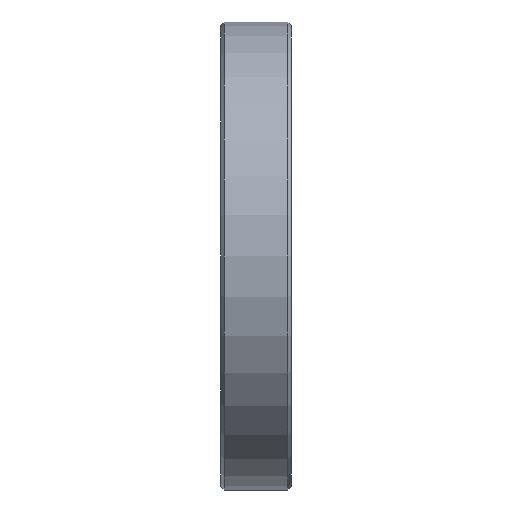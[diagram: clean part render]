
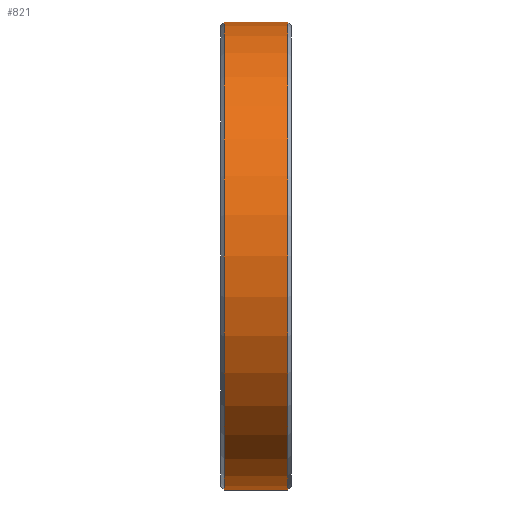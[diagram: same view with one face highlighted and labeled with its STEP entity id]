
A CAD part, left-side view. The second image highlights one B-rep face of the part: STEP entity #821.
In plain terms, the highlighted cylindrical face has radius 15 mm (diameter 30 mm), a partial arc.
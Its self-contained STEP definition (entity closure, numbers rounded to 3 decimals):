
#29 = ORIENTED_EDGE ( 'NONE', *, *, #742, .T. ) ;
#42 = EDGE_CURVE ( 'NONE', #2024, #703, #1012, .T. ) ;
#148 = VERTEX_POINT ( 'NONE', #2032 ) ;
#149 = CYLINDRICAL_SURFACE ( 'NONE', #565, 15. ) ;
#168 = VECTOR ( 'NONE', #1172, 1000. ) ;
#178 = ORIENTED_EDGE ( 'NONE', *, *, #42, .T. ) ;
#250 = DIRECTION ( 'NONE',  ( 0., -1., 0. ) ) ;
#355 = ORIENTED_EDGE ( 'NONE', *, *, #1475, .T. ) ;
#366 = DIRECTION ( 'NONE',  ( 0., -1., 0. ) ) ;
#369 = EDGE_LOOP ( 'NONE', ( #745, #29, #178, #355 ) ) ;
#444 = VECTOR ( 'NONE', #366, 1000. ) ;
#462 = DIRECTION ( 'NONE',  ( 0., 0., -1. ) ) ;
#549 = DIRECTION ( 'NONE',  ( 0., 0., 1. ) ) ;
#565 = AXIS2_PLACEMENT_3D ( 'NONE', #1557, #909, #462 ) ;
#703 = VERTEX_POINT ( 'NONE', #1015 ) ;
#732 = AXIS2_PLACEMENT_3D ( 'NONE', #1615, #819, #1788 ) ;
#742 = EDGE_CURVE ( 'NONE', #1724, #2024, #1030, .T. ) ;
#745 = ORIENTED_EDGE ( 'NONE', *, *, #1046, .F. ) ;
#770 = CARTESIAN_POINT ( 'NONE',  ( 0., 1.9, 15. ) ) ;
#819 = DIRECTION ( 'NONE',  ( 0., 1., 0. ) ) ;
#821 = ADVANCED_FACE ( 'NONE', ( #1376 ), #149, .T. ) ;
#909 = DIRECTION ( 'NONE',  ( 0., -1., 0. ) ) ;
#1012 = LINE ( 'NONE', #1780, #168 ) ;
#1015 = CARTESIAN_POINT ( 'NONE',  ( 0., -2.2, -15. ) ) ;
#1030 = CIRCLE ( 'NONE', #1957, 15. ) ;
#1046 = EDGE_CURVE ( 'NONE', #1724, #148, #1937, .T. ) ;
#1172 = DIRECTION ( 'NONE',  ( 0., -1., 0. ) ) ;
#1207 = CARTESIAN_POINT ( 'NONE',  ( 0., 1.9, 0. ) ) ;
#1376 = FACE_OUTER_BOUND ( 'NONE', #369, .T. ) ;
#1475 = EDGE_CURVE ( 'NONE', #703, #148, #1599, .T. ) ;
#1557 = CARTESIAN_POINT ( 'NONE',  ( 0., 2.1, 0. ) ) ;
#1595 = CARTESIAN_POINT ( 'NONE',  ( 0., 2.1, 15. ) ) ;
#1599 = CIRCLE ( 'NONE', #732, 15. ) ;
#1615 = CARTESIAN_POINT ( 'NONE',  ( 0., -2.2, 0. ) ) ;
#1724 = VERTEX_POINT ( 'NONE', #770 ) ;
#1780 = CARTESIAN_POINT ( 'NONE',  ( 0., 2.1, -15. ) ) ;
#1788 = DIRECTION ( 'NONE',  ( 0., 0., -1. ) ) ;
#1937 = LINE ( 'NONE', #1595, #444 ) ;
#1957 = AXIS2_PLACEMENT_3D ( 'NONE', #1207, #250, #549 ) ;
#1992 = CARTESIAN_POINT ( 'NONE',  ( 0., 1.9, -15. ) ) ;
#2024 = VERTEX_POINT ( 'NONE', #1992 ) ;
#2032 = CARTESIAN_POINT ( 'NONE',  ( 0., -2.2, 15. ) ) ;
